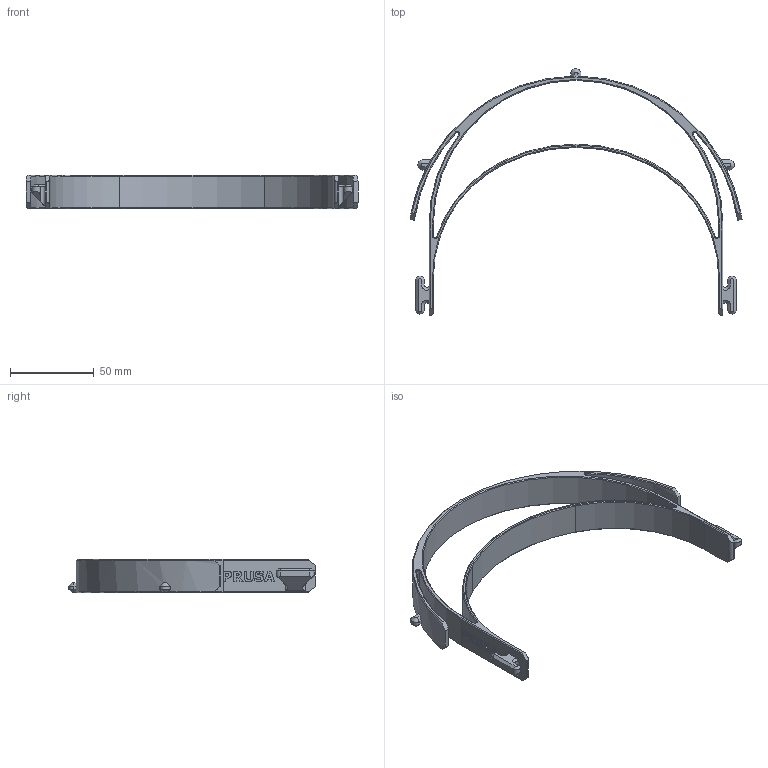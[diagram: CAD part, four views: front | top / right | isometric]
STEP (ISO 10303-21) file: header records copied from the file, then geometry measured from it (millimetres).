
FILE_DESCRIPTION(/* description */ (''),/* implementation_level */ '2;1');
FILE_NAME(/* name */ 'COVID19_SHIELD_USA_RC3.stp',/* time_stamp */ '2020-04-01T11:14:25+02:00',/* author */ ('krout'),/* organization */ (''),/* preprocessor_version */ 'ST-DEVELOPER v17.2',/* originating_system */ 'Autodesk Inventor 2019',/* authorisation */ '');
FILE_SCHEMA (('AUTOMOTIVE_DESIGN { 1 0 10303 214 3 1 1 }'));
Length unit declared in the file: millimetre
Products named in the file (1): slotíky
Bounding box: 197.88 x 146.96 x 20 mm (x, y, z)
Volume: 41332.1 mm3; surface area: 33257 mm2
Topology: 1 solids, 1 shells, 431 faces, 1149 edges, 746 vertices
Faces by surface type: plane 221, bspline 132, cone 49, cylinder 29
Entity records: 14003 total; most frequent: CARTESIAN_POINT 4079, ORIENTED_EDGE 2298, DIRECTION 1608, EDGE_CURVE 1149, VERTEX_POINT 746, LINE 726, VECTOR 726, EDGE_LOOP 459
